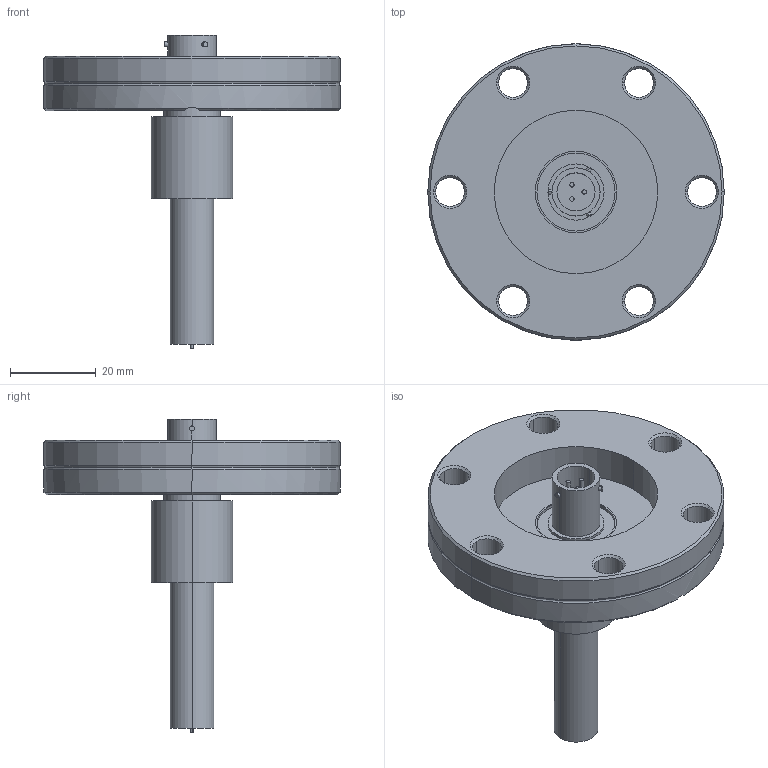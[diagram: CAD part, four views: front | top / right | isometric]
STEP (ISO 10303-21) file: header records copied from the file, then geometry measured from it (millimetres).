
FILE_DESCRIPTION(('STEP AP214'),'1');
FILE_NAME('Langmuir_feedthru2.stp','2015-03-24T19:28:32',('Simon Woodruff'),('Woodruff Scientific Inc'),'Spatial InterOp 3D',' ',' ');
FILE_SCHEMA(('automotive_design'));
Length unit declared in the file: inch
Products named in the file (7): Part_280136; Part_303459; Part_280137; Part_306388; Part_306323; Part_306387; Part_306656
Bounding box: 69.09 x 69.09 x 73.05 mm (x, y, z)
Volume: 41183.1 mm3; surface area: 19497.8 mm2
Topology: 7 solids, 7 shells, 172 faces, 390 edges, 249 vertices
Faces by surface type: cylinder 78, cone 56, plane 34, torus 4
Entity records: 6617 total; most frequent: CARTESIAN_POINT 986, DIRECTION 967, ORIENTED_EDGE 780, AXIS2_PLACEMENT_3D 416, EDGE_CURVE 390, VERTEX_POINT 249, CIRCLE 237, EDGE_LOOP 209
